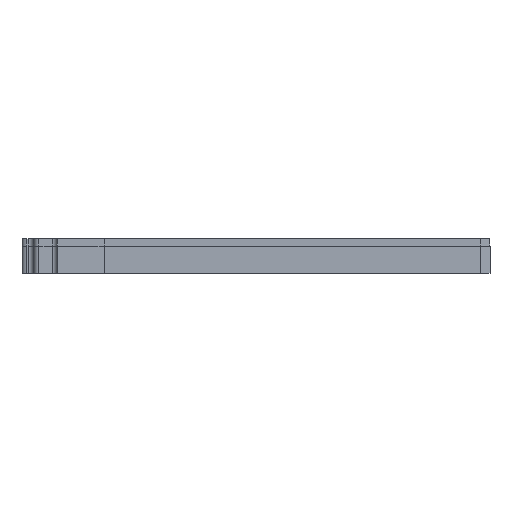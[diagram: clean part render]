
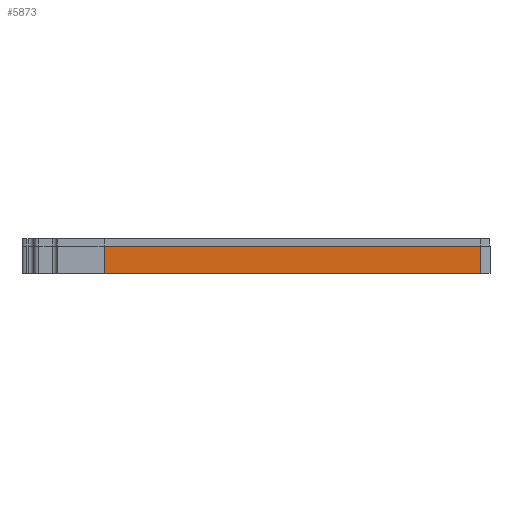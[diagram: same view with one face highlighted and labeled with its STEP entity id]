
A CAD part, front view. The second image highlights one B-rep face of the part: STEP entity #5873.
In plain terms, the highlighted planar face has unit normal (0, -1, 0).
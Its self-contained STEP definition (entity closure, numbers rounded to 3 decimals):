
#437=FACE_OUTER_BOUND('',#791,.T.);
#791=EDGE_LOOP('',(#5033,#5034,#5035,#5036));
#1493=LINE('',#8895,#2245);
#1500=LINE('',#8909,#2252);
#1501=LINE('',#8911,#2253);
#1502=LINE('',#8912,#2254);
#2245=VECTOR('',#7235,10.);
#2252=VECTOR('',#7246,10.);
#2253=VECTOR('',#7247,10.);
#2254=VECTOR('',#7248,10.);
#2801=VERTEX_POINT('',#8893);
#2802=VERTEX_POINT('',#8894);
#2807=VERTEX_POINT('',#8908);
#2808=VERTEX_POINT('',#8910);
#3565=EDGE_CURVE('',#2801,#2802,#1493,.T.);
#3572=EDGE_CURVE('',#2802,#2807,#1500,.T.);
#3573=EDGE_CURVE('',#2807,#2808,#1501,.T.);
#3574=EDGE_CURVE('',#2801,#2808,#1502,.T.);
#5033=ORIENTED_EDGE('',*,*,#3565,.T.);
#5034=ORIENTED_EDGE('',*,*,#3572,.T.);
#5035=ORIENTED_EDGE('',*,*,#3573,.T.);
#5036=ORIENTED_EDGE('',*,*,#3574,.F.);
#5621=PLANE('',#6163);
#5873=ADVANCED_FACE('',(#437),#5621,.T.);
#6163=AXIS2_PLACEMENT_3D('',#8907,#7244,#7245);
#7235=DIRECTION('',(0.,0.,-1.));
#7244=DIRECTION('center_axis',(0.,-1.,0.));
#7245=DIRECTION('ref_axis',(1.,0.,0.));
#7246=DIRECTION('',(1.,0.,0.));
#7247=DIRECTION('',(0.,0.,1.));
#7248=DIRECTION('',(1.,0.,0.));
#8893=CARTESIAN_POINT('',(1721.446,-2516.983,0.));
#8894=CARTESIAN_POINT('',(1721.446,-2516.983,-11.));
#8895=CARTESIAN_POINT('',(1721.446,-2516.983,-11.));
#8907=CARTESIAN_POINT('Origin',(1704.586,-2516.983,-11.));
#8908=CARTESIAN_POINT('',(1873.273,-2516.983,-11.));
#8909=CARTESIAN_POINT('',(1704.586,-2516.983,-11.));
#8910=CARTESIAN_POINT('',(1873.273,-2516.983,0.));
#8911=CARTESIAN_POINT('',(1873.273,-2516.983,-11.));
#8912=CARTESIAN_POINT('',(1704.586,-2516.983,0.));
